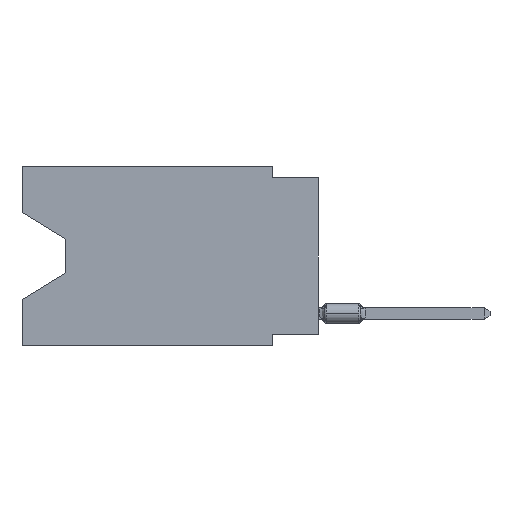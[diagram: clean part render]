
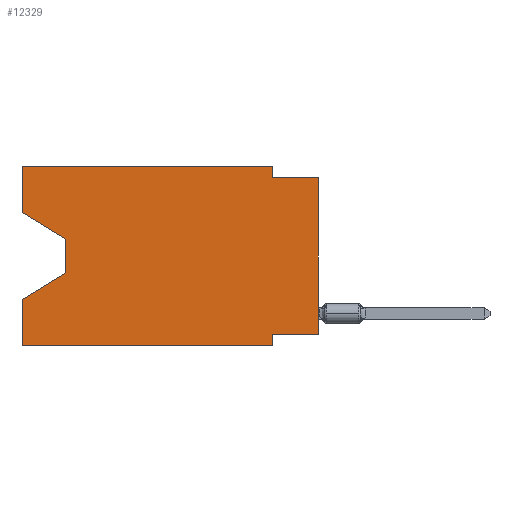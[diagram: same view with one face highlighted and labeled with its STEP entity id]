
A CAD part, left-side view. The second image highlights one B-rep face of the part: STEP entity #12329.
In plain terms, the highlighted planar face has unit normal (-1, 0, 0).
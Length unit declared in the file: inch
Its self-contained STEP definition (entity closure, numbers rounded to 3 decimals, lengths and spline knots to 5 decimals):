
#23 = LINE ( 'NONE', #3963, #1780 ) ;
#110 = VECTOR ( 'NONE', #4370, 39.37008 ) ;
#194 = LINE ( 'NONE', #3801, #1739 ) ;
#229 = DIRECTION ( 'NONE',  ( 0., 0., -1. ) ) ;
#420 = CARTESIAN_POINT ( 'NONE',  ( 0., 0., -0.365 ) ) ;
#893 = ORIENTED_EDGE ( 'NONE', *, *, #16536, .T. ) ;
#1165 = VERTEX_POINT ( 'NONE', #7992 ) ;
#1411 = VECTOR ( 'NONE', #6329, 39.37008 ) ;
#1447 = ORIENTED_EDGE ( 'NONE', *, *, #1628, .F. ) ;
#1478 = EDGE_CURVE ( 'NONE', #16220, #15474, #12943, .T. ) ;
#1481 = CARTESIAN_POINT ( 'NONE',  ( 0., 0.55, -0.232 ) ) ;
#1599 = LINE ( 'NONE', #4083, #16630 ) ;
#1628 = EDGE_CURVE ( 'NONE', #14505, #1165, #9260, .T. ) ;
#1670 = VERTEX_POINT ( 'NONE', #14568 ) ;
#1708 = EDGE_CURVE ( 'NONE', #15474, #4755, #10244, .T. ) ;
#1739 = VECTOR ( 'NONE', #16893, 39.37008 ) ;
#1780 = VECTOR ( 'NONE', #5326, 39.37008 ) ;
#1903 = VECTOR ( 'NONE', #15604, 39.37008 ) ;
#2042 = CARTESIAN_POINT ( 'NONE',  ( 0., 0., -0.365 ) ) ;
#2544 = DIRECTION ( 'NONE',  ( 0., 0., 1. ) ) ;
#2680 = CARTESIAN_POINT ( 'NONE',  ( 0., 0.645, 0. ) ) ;
#2937 = DIRECTION ( 'NONE',  ( 0., 0., 1. ) ) ;
#3119 = VECTOR ( 'NONE', #6369, 39.37008 ) ;
#3146 = CARTESIAN_POINT ( 'NONE',  ( 0., 0.645, 0. ) ) ;
#3212 = ORIENTED_EDGE ( 'NONE', *, *, #6016, .F. ) ;
#3241 = DIRECTION ( 'NONE',  ( 1., 0., 0. ) ) ;
#3260 = DIRECTION ( 'NONE',  ( 0., -1., 0. ) ) ;
#3277 = ORIENTED_EDGE ( 'NONE', *, *, #14169, .T. ) ;
#3378 = EDGE_CURVE ( 'NONE', #14661, #8754, #5426, .T. ) ;
#3399 = EDGE_CURVE ( 'NONE', #10527, #16220, #11828, .T. ) ;
#3607 = ORIENTED_EDGE ( 'NONE', *, *, #3399, .F. ) ;
#3801 = CARTESIAN_POINT ( 'NONE',  ( 0., 0.645, -0.39 ) ) ;
#3963 = CARTESIAN_POINT ( 'NONE',  ( 0., 0.645, -0.10025 ) ) ;
#4083 = CARTESIAN_POINT ( 'NONE',  ( 0., 0.55, -0.158 ) ) ;
#4200 = ORIENTED_EDGE ( 'NONE', *, *, #1708, .F. ) ;
#4370 = DIRECTION ( 'NONE',  ( 0., 1., 0. ) ) ;
#4755 = VERTEX_POINT ( 'NONE', #10025 ) ;
#5116 = LINE ( 'NONE', #15387, #11687 ) ;
#5326 = DIRECTION ( 'NONE',  ( 0., -0.855, -0.519 ) ) ;
#5357 = VERTEX_POINT ( 'NONE', #9491 ) ;
#5426 = LINE ( 'NONE', #1481, #3119 ) ;
#5472 = CARTESIAN_POINT ( 'NONE',  ( 0., 0.645, 0. ) ) ;
#5707 = VERTEX_POINT ( 'NONE', #13482 ) ;
#6016 = EDGE_CURVE ( 'NONE', #5357, #8754, #5116, .T. ) ;
#6044 = EDGE_LOOP ( 'NONE', ( #6122, #893, #8986, #3212, #14045, #1447, #10416, #3277, #13850, #4200, #15583, #3607 ) ) ;
#6122 = ORIENTED_EDGE ( 'NONE', *, *, #9184, .T. ) ;
#6329 = DIRECTION ( 'NONE',  ( 0., 0., -1. ) ) ;
#6369 = DIRECTION ( 'NONE',  ( 0., 0.855, -0.519 ) ) ;
#6450 = VECTOR ( 'NONE', #3260, 39.37008 ) ;
#6478 = VECTOR ( 'NONE', #2937, 39.37008 ) ;
#7105 = LINE ( 'NONE', #7264, #6450 ) ;
#7264 = CARTESIAN_POINT ( 'NONE',  ( 0., 0., -0.025 ) ) ;
#7687 = CARTESIAN_POINT ( 'NONE',  ( 0., 0.1, 0. ) ) ;
#7992 = CARTESIAN_POINT ( 'NONE',  ( 0., 0.1, -0.39 ) ) ;
#8034 = VECTOR ( 'NONE', #14502, 39.37008 ) ;
#8204 = VECTOR ( 'NONE', #14489, 39.37008 ) ;
#8661 = EDGE_CURVE ( 'NONE', #11899, #14505, #16179, .T. ) ;
#8754 = VERTEX_POINT ( 'NONE', #9112 ) ;
#8986 = ORIENTED_EDGE ( 'NONE', *, *, #3378, .T. ) ;
#9112 = CARTESIAN_POINT ( 'NONE',  ( 0., 0.645, -0.28975 ) ) ;
#9184 = EDGE_CURVE ( 'NONE', #10527, #5707, #23, .T. ) ;
#9260 = LINE ( 'NONE', #10879, #8204 ) ;
#9410 = CARTESIAN_POINT ( 'NONE',  ( 0., 0.645, -0.10025 ) ) ;
#9491 = CARTESIAN_POINT ( 'NONE',  ( 0., 0.645, -0.39 ) ) ;
#9815 = FACE_OUTER_BOUND ( 'NONE', #6044, .T. ) ;
#10025 = CARTESIAN_POINT ( 'NONE',  ( 0., 0.1, -0.025 ) ) ;
#10244 = LINE ( 'NONE', #7687, #1411 ) ;
#10416 = ORIENTED_EDGE ( 'NONE', *, *, #8661, .F. ) ;
#10527 = VERTEX_POINT ( 'NONE', #9410 ) ;
#10612 = CARTESIAN_POINT ( 'NONE',  ( 0., 0.1, -0.365 ) ) ;
#10621 = EDGE_CURVE ( 'NONE', #4755, #1670, #7105, .T. ) ;
#10819 = AXIS2_PLACEMENT_3D ( 'NONE', #3146, #3241, #14791 ) ;
#10879 = CARTESIAN_POINT ( 'NONE',  ( 0., 0.1, -0.39 ) ) ;
#11687 = VECTOR ( 'NONE', #2544, 39.37008 ) ;
#11759 = EDGE_CURVE ( 'NONE', #5357, #1165, #194, .T. ) ;
#11826 = LINE ( 'NONE', #14665, #6478 ) ;
#11828 = LINE ( 'NONE', #13128, #8034 ) ;
#11899 = VERTEX_POINT ( 'NONE', #2042 ) ;
#12291 = CARTESIAN_POINT ( 'NONE',  ( 0., 0.1, 0. ) ) ;
#12329 = ADVANCED_FACE ( 'NONE', ( #9815 ), #15045, .F. ) ;
#12496 = CARTESIAN_POINT ( 'NONE',  ( 0., 0.55, -0.232 ) ) ;
#12943 = LINE ( 'NONE', #2680, #1903 ) ;
#13128 = CARTESIAN_POINT ( 'NONE',  ( 0., 0.645, 0. ) ) ;
#13482 = CARTESIAN_POINT ( 'NONE',  ( 0., 0.55, -0.158 ) ) ;
#13850 = ORIENTED_EDGE ( 'NONE', *, *, #10621, .F. ) ;
#14045 = ORIENTED_EDGE ( 'NONE', *, *, #11759, .T. ) ;
#14169 = EDGE_CURVE ( 'NONE', #11899, #1670, #11826, .T. ) ;
#14489 = DIRECTION ( 'NONE',  ( 0., 0., -1. ) ) ;
#14502 = DIRECTION ( 'NONE',  ( 0., 0., 1. ) ) ;
#14505 = VERTEX_POINT ( 'NONE', #10612 ) ;
#14568 = CARTESIAN_POINT ( 'NONE',  ( 0., 0., -0.025 ) ) ;
#14661 = VERTEX_POINT ( 'NONE', #12496 ) ;
#14665 = CARTESIAN_POINT ( 'NONE',  ( 0., 0., 0. ) ) ;
#14791 = DIRECTION ( 'NONE',  ( 0., 0., -1. ) ) ;
#15045 = PLANE ( 'NONE',  #10819 ) ;
#15387 = CARTESIAN_POINT ( 'NONE',  ( 0., 0.645, 0. ) ) ;
#15474 = VERTEX_POINT ( 'NONE', #12291 ) ;
#15583 = ORIENTED_EDGE ( 'NONE', *, *, #1478, .F. ) ;
#15604 = DIRECTION ( 'NONE',  ( 0., -1., 0. ) ) ;
#16179 = LINE ( 'NONE', #420, #110 ) ;
#16220 = VERTEX_POINT ( 'NONE', #5472 ) ;
#16536 = EDGE_CURVE ( 'NONE', #5707, #14661, #1599, .T. ) ;
#16630 = VECTOR ( 'NONE', #229, 39.37008 ) ;
#16893 = DIRECTION ( 'NONE',  ( 0., -1., 0. ) ) ;
